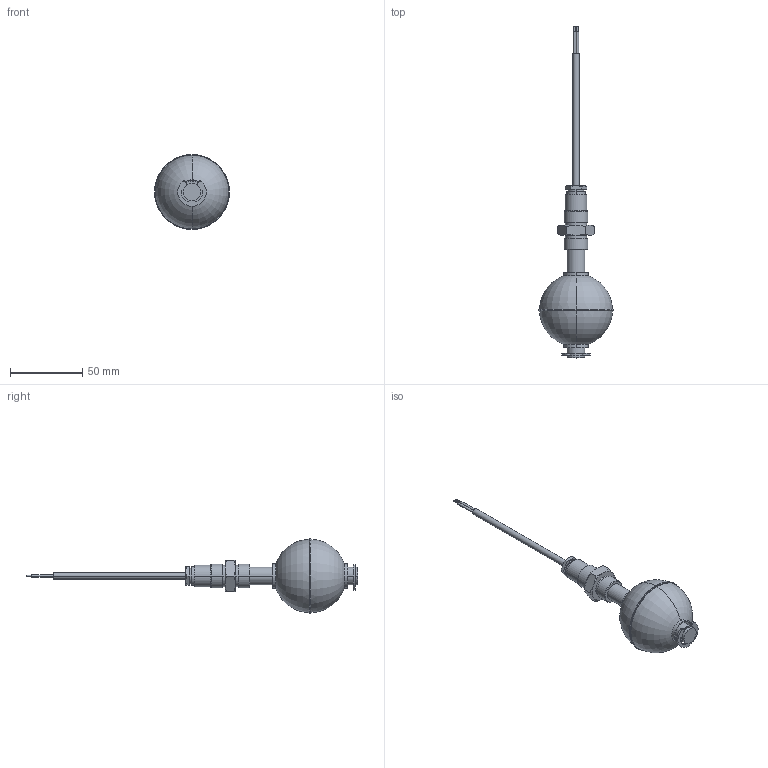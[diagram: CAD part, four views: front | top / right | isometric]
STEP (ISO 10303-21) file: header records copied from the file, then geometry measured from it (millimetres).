
FILE_DESCRIPTION (( 'STEP AP214' ), '1' );
FILE_NAME ('IMS.STEP', '2020-02-13T08:12:09', ( '' ), ( '' ), 'SwSTEP 2.0', 'SolidWorks 2019', '' );
FILE_SCHEMA (( 'AUTOMOTIVE_DESIGN' ));
Length unit declared in the file: millimetre
Products named in the file (1): IMS
Bounding box: 52 x 230 x 52 mm (x, y, z)
Surface area: 21262.6 mm2 (no closed solid volume)
Topology: 0 solids, 9 shells, 137 faces, 329 edges, 212 vertices
Faces by surface type: cylinder 58, plane 43, cone 24, torus 12
Entity records: 5677 total; most frequent: CARTESIAN_POINT 891, DIRECTION 751, ORIENTED_EDGE 602, EDGE_CURVE 329, AXIS2_PLACEMENT_3D 320, VERTEX_POINT 212, CIRCLE 182, EDGE_LOOP 158
